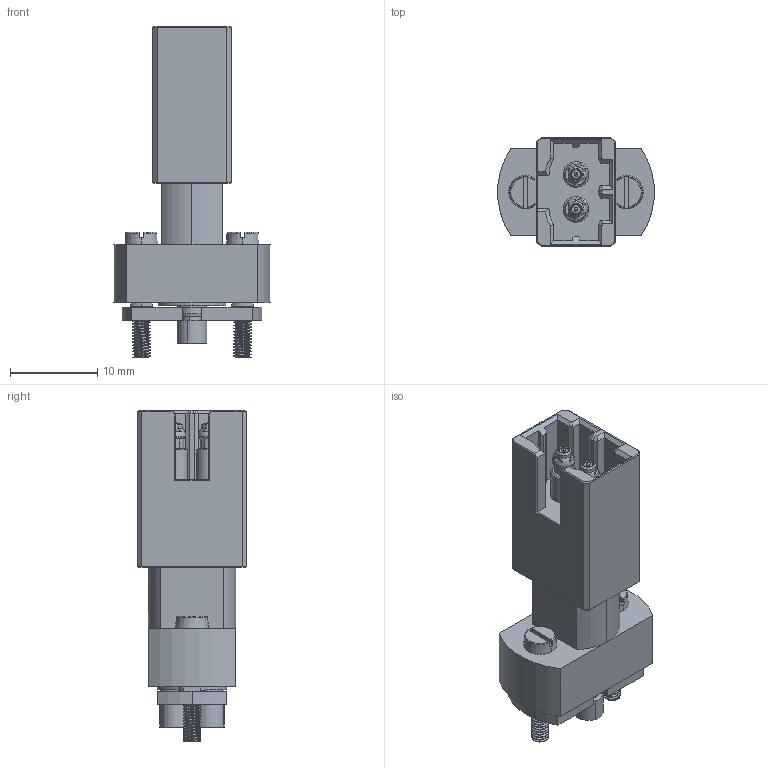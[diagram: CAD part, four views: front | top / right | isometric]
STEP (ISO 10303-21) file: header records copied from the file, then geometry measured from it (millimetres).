
FILE_DESCRIPTION (( 'STEP AP214' ), '1' );
FILE_NAME ('MOD-1114067-HF77-0004BG02-1.STEP', '2023-07-17T09:58:48', ( '' ), ( '' ), 'SwSTEP 2.0', 'SolidWorks 2020', '' );
FILE_SCHEMA (( 'AUTOMOTIVE_DESIGN' ));
Length unit declared in the file: millimetre
Products named in the file (1): MOD-1114067-HF77-0004BG02-1
Bounding box: 17.94 x 12.5 x 38.05 mm (x, y, z)
Volume: 3370.2 mm3; surface area: 2659.1 mm2
Topology: 1 solids, 1 shells, 491 faces, 1275 edges, 811 vertices
Faces by surface type: plane 225, cylinder 140, bspline 62, cone 52, sphere 8, torus 4
Entity records: 26242 total; most frequent: CARTESIAN_POINT 9556, ORIENTED_EDGE 2526, DIRECTION 2144, EDGE_CURVE 1263, VERTEX_POINT 807, AXIS2_PLACEMENT_3D 725, LINE 694, VECTOR 694
